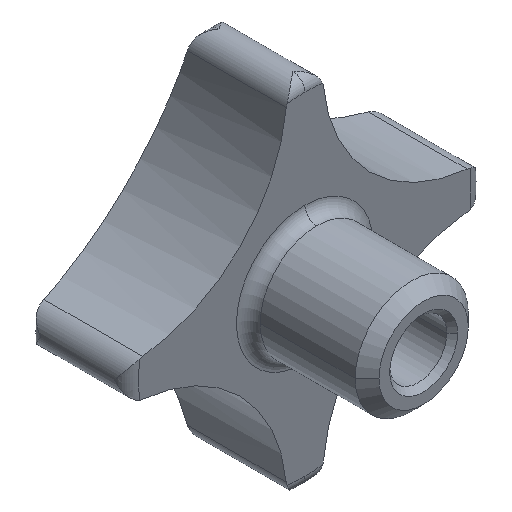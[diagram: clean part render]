
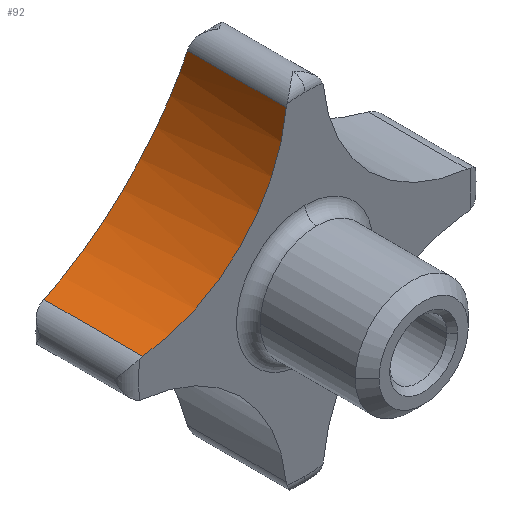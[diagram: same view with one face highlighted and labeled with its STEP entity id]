
A CAD part, isometric view. The second image highlights one B-rep face of the part: STEP entity #92.
In plain terms, the highlighted cylindrical face has radius 28.35 mm (diameter 56.7 mm), a partial arc.
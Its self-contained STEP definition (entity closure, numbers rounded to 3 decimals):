
#92 = ADVANCED_FACE( '', ( #145 ), #146, .F. );
#145 = FACE_OUTER_BOUND( '', #217, .T. );
#146 = CYLINDRICAL_SURFACE( '', #218, 28.35 );
#217 = EDGE_LOOP( '', ( #382, #383, #384, #385 ) );
#218 = AXIS2_PLACEMENT_3D( '', #386, #387, #388 );
#382 = ORIENTED_EDGE( '', *, *, #608, .F. );
#383 = ORIENTED_EDGE( '', *, *, #607, .F. );
#384 = ORIENTED_EDGE( '', *, *, #609, .F. );
#385 = ORIENTED_EDGE( '', *, *, #610, .T. );
#386 = CARTESIAN_POINT( '', ( -31.5, 0., 31.5 ) );
#387 = DIRECTION( '', ( 0., -1., 0. ) );
#388 = DIRECTION( '', ( 0.099, 0., -0.995 ) );
#607 = EDGE_CURVE( '', #751, #735, #753, .T. );
#608 = EDGE_CURVE( '', #735, #754, #755, .T. );
#609 = EDGE_CURVE( '', #756, #751, #757, .T. );
#610 = EDGE_CURVE( '', #756, #754, #758, .T. );
#735 = VERTEX_POINT( '', #1062 );
#751 = VERTEX_POINT( '', #1135 );
#753 = LINE( '', #1137, #1138 );
#754 = VERTEX_POINT( '', #1139 );
#755 = B_SPLINE_CURVE_WITH_KNOTS( '', 3, ( #1140, #1141, #1142, #1143, #1144, #1145, #1146, #1147, #1148, #1149, #1150, #1151, #1152, #1153, #1154, #1155, #1156, #1157, #1158, #1159, #1160, #1161, #1162, #1163, #1164, #1165, #1166, #1167, #1168, #1169 ), .UNSPECIFIED., .F., .F., ( 4, 2, 2, 2, 2, 2, 2, 2, 2, 2, 2, 2, 2, 2, 4 ), ( 0., 2.691, 5.381, 8.072, 10.763, 13.453, 16.144, 18.835, 21.525, 24.257, 26.988, 29.719, 32.45, 35.181, 37.699 ), .UNSPECIFIED. );
#756 = VERTEX_POINT( '', #1170 );
#757 = CIRCLE( '', #1171, 28.35 );
#758 = LINE( '', #1172, #1173 );
#1062 = CARTESIAN_POINT( '', ( -28.689, 38.481, 3.29 ) );
#1135 = CARTESIAN_POINT( '', ( -28.689, 21., 3.29 ) );
#1137 = CARTESIAN_POINT( '', ( -28.689, 0., 3.29 ) );
#1138 = VECTOR( '', #1406, 1. );
#1139 = CARTESIAN_POINT( '', ( -3.29, 38.481, 28.689 ) );
#1140 = CARTESIAN_POINT( '', ( -28.689, 38.481, 3.29 ) );
#1141 = CARTESIAN_POINT( '', ( -27.821, 38.691, 3.376 ) );
#1142 = CARTESIAN_POINT( '', ( -26.94, 38.894, 3.505 ) );
#1143 = CARTESIAN_POINT( '', ( -25.168, 39.277, 3.851 ) );
#1144 = CARTESIAN_POINT( '', ( -24.278, 39.457, 4.07 ) );
#1145 = CARTESIAN_POINT( '', ( -22.507, 39.789, 4.598 ) );
#1146 = CARTESIAN_POINT( '', ( -21.626, 39.941, 4.909 ) );
#1147 = CARTESIAN_POINT( '', ( -19.89, 40.214, 5.619 ) );
#1148 = CARTESIAN_POINT( '', ( -19.036, 40.334, 6.019 ) );
#1149 = CARTESIAN_POINT( '', ( -17.369, 40.542, 6.904 ) );
#1150 = CARTESIAN_POINT( '', ( -16.557, 40.629, 7.39 ) );
#1151 = CARTESIAN_POINT( '', ( -14.986, 40.767, 8.437 ) );
#1152 = CARTESIAN_POINT( '', ( -14.229, 40.819, 8.999 ) );
#1153 = CARTESIAN_POINT( '', ( -12.782, 40.887, 10.187 ) );
#1154 = CARTESIAN_POINT( '', ( -12.092, 40.904, 10.814 ) );
#1155 = CARTESIAN_POINT( '', ( -10.791, 40.904, 12.117 ) );
#1156 = CARTESIAN_POINT( '', ( -10.179, 40.887, 12.793 ) );
#1157 = CARTESIAN_POINT( '', ( -9.031, 40.821, 14.188 ) );
#1158 = CARTESIAN_POINT( '', ( -8.479, 40.772, 14.929 ) );
#1159 = CARTESIAN_POINT( '', ( -7.44, 40.637, 16.476 ) );
#1160 = CARTESIAN_POINT( '', ( -6.954, 40.552, 17.283 ) );
#1161 = CARTESIAN_POINT( '', ( -6.062, 40.346, 18.95 ) );
#1162 = CARTESIAN_POINT( '', ( -5.655, 40.226, 19.81 ) );
#1163 = CARTESIAN_POINT( '', ( -4.93, 39.951, 21.567 ) );
#1164 = CARTESIAN_POINT( '', ( -4.611, 39.796, 22.465 ) );
#1165 = CARTESIAN_POINT( '', ( -4.067, 39.456, 24.284 ) );
#1166 = CARTESIAN_POINT( '', ( -3.842, 39.269, 25.205 ) );
#1167 = CARTESIAN_POINT( '', ( -3.499, 38.884, 26.982 ) );
#1168 = CARTESIAN_POINT( '', ( -3.375, 38.688, 27.837 ) );
#1169 = CARTESIAN_POINT( '', ( -3.29, 38.481, 28.689 ) );
#1170 = CARTESIAN_POINT( '', ( -3.29, 21., 28.689 ) );
#1171 = AXIS2_PLACEMENT_3D( '', #1407, #1408, #1409 );
#1172 = CARTESIAN_POINT( '', ( -3.29, 0., 28.689 ) );
#1173 = VECTOR( '', #1410, 1. );
#1406 = DIRECTION( '', ( 0., 1., 0. ) );
#1407 = CARTESIAN_POINT( '', ( -31.5, 21., 31.5 ) );
#1408 = DIRECTION( '', ( 0., 1., 0. ) );
#1409 = DIRECTION( '', ( 0.099, 0., -0.995 ) );
#1410 = DIRECTION( '', ( 0., 1., 0. ) );
